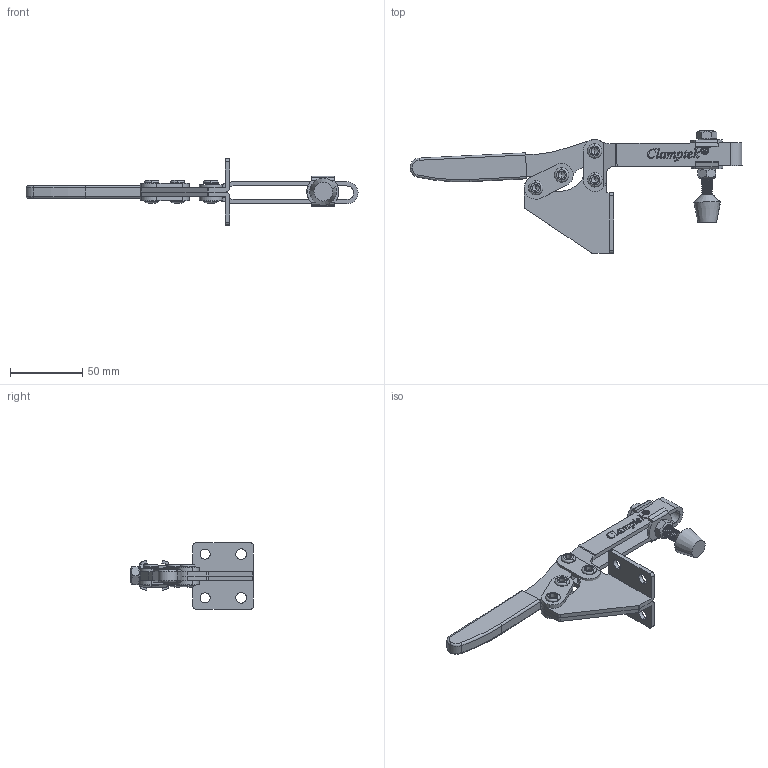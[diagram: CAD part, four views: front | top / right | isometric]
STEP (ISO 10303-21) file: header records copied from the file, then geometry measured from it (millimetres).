
FILE_DESCRIPTION (( 'STEP AP203' ), '1' );
FILE_NAME ('CH-202-FL.STEP', '2017-11-13T02:00:40', ( 'Windows' ), ( 'Microsoft' ), 'SwSTEP 2.0', 'SolidWorks 2015', '' );
FILE_SCHEMA (( 'CONFIG_CONTROL_DESIGN' ));
Length unit declared in the file: millimetre
Products named in the file (11): 03; 202-F-01; 203-F-04; 202-FL-02; CH-202-FL; 225-D-06; FW516; 56212-02; 56212; 203-F-03; 203-F-03-02
Assembly tree (16 placements, depth 3):
  CH-202-FL
    202-F-01
    202-FL-02
    225-D-06  x4
    FW516  x2
    56212-02  x2
    56212
    03
      203-F-03
      203-F-03-02
    203-F-04  x2
Bounding box: 230.31 x 85.2 x 46 mm (x, y, z)
Volume: 60591.5 mm3; surface area: 49055.3 mm2
Topology: 16 solids, 16 shells, 762 faces, 2036 edges, 1336 vertices
Faces by surface type: plane 268, cylinder 233, bspline 180, torus 38, cone 35, sphere 8
Entity records: 31549 total; most frequent: CARTESIAN_POINT 15670, ORIENTED_EDGE 3460, DIRECTION 2361, EDGE_CURVE 1730, VERTEX_POINT 1146, VECTOR 915, LINE 915, AXIS2_PLACEMENT_3D 723
